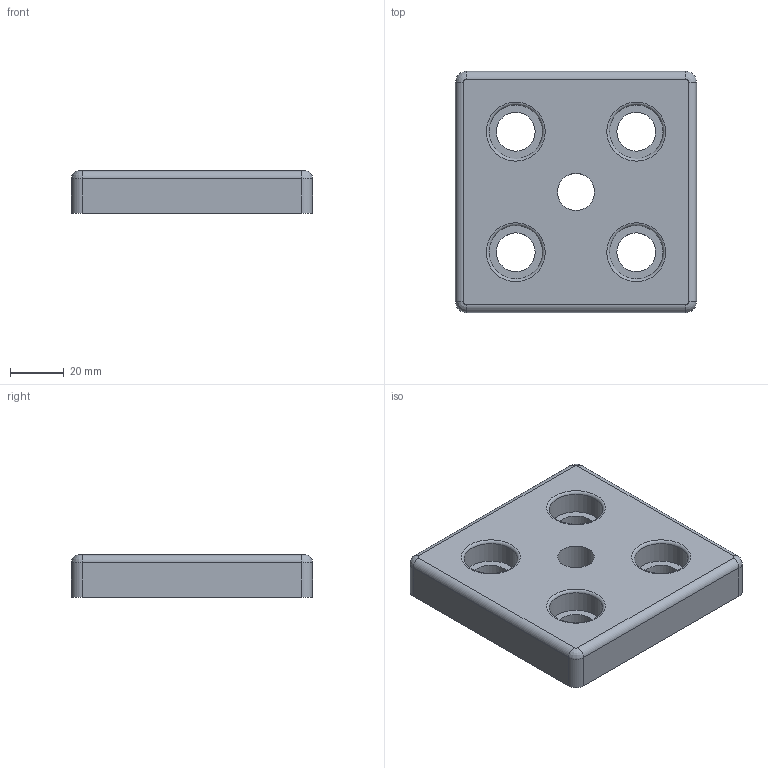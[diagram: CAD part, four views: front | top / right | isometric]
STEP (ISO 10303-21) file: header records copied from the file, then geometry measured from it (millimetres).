
FILE_DESCRIPTION(('FreeCAD Model'),'2;1');
FILE_NAME('Open CASCADE Shape Model','2024-03-19T16:50:09',(''),(''), 'Open CASCADE STEP processor 7.6','FreeCAD','Unknown');
FILE_SCHEMA(('AUTOMOTIVE_DESIGN { 1 0 10303 214 1 1 1 1 }'));
Length unit declared in the file: millimetre
Products named in the file (1): STB10-PB9090M16
Bounding box: 90 x 90 x 16 mm (x, y, z)
Volume: 70513.5 mm3; surface area: 32699.8 mm2
Topology: 1 solids, 1 shells, 89 faces, 222 edges, 144 vertices
Faces by surface type: cylinder 54, plane 27, revolution 4, torus 4
Full cylindrical faces by diameter (mm): 13.835 x1, 14.5 x4, 20 x4, 39 x1
Entity records: 5698 total; most frequent: CARTESIAN_POINT 1030, DIRECTION 936, ORIENTED_EDGE 444, PCURVE 444, DEFINITIONAL_REPRESENTATION 444, LINE 436, VECTOR 436, EDGE_CURVE 222
